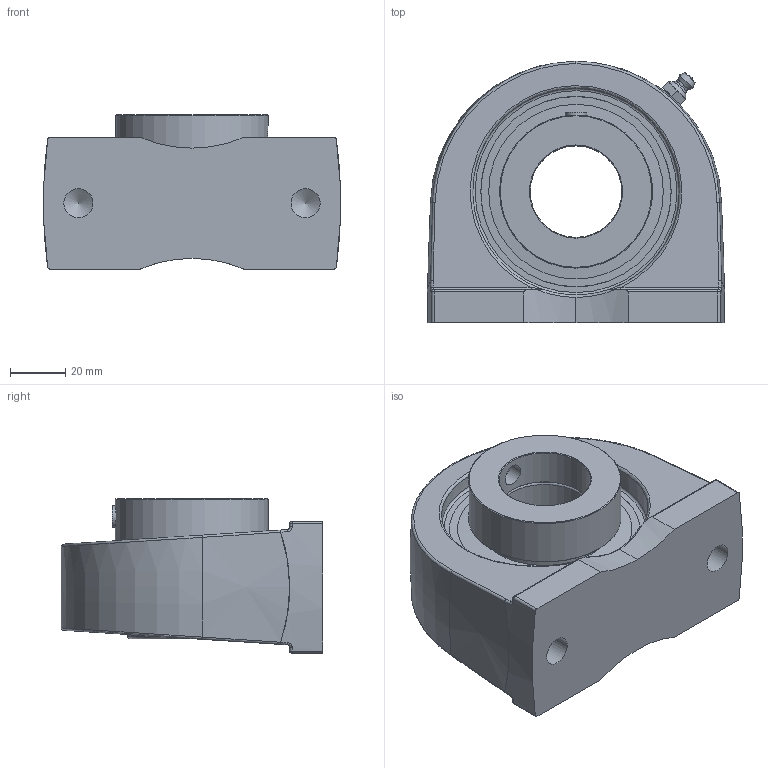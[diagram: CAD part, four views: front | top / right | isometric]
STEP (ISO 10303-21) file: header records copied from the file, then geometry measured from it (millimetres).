
FILE_DESCRIPTION(('HOOPS Exchange Step'),'2;1');
FILE_NAME('export-A0E09DD6-5D3A-441B-9C8A-BC412D11B3BE.stp','2019-12-13T14:55:29-08:00',('ibuslach'),('Alibre'),'HOOPS Exchange 2019.2','Alibre','Unknown authorisation');
FILE_SCHEMA( ('AP242_MANAGED_MODEL_BASED_3D_ENGINEERING_MIM_LF {1 0 10303 442 1 1 4 }') );
Length unit declared in the file: centimetre
Products named in the file (8): MRN SPA 207; UCP ZERK 6mm; SHC 207-20 SHIELD; SHC 207 SS; SHC 207-21 RACE; SHC 207-21 COLLAR; MRN SHC 207-21; MRN SHCPA 207-21
Assembly tree (7 placements, depth 3):
  MRN SHCPA 207-21
    MRN SPA 207
    UCP ZERK 6mm
    MRN SHC 207-21
      SHC 207-20 SHIELD
      SHC 207 SS
      SHC 207-21 RACE
      SHC 207-21 COLLAR
Bounding box: 108 x 95 x 56.16 mm (x, y, z)
Volume: 258137.3 mm3; surface area: 75118.6 mm2
Topology: 18 solids, 18 shells, 212 faces, 551 edges, 348 vertices
Faces by surface type: cylinder 59, plane 51, bspline 30, sphere 26, cone 24, torus 22
Full cylindrical faces by diameter (mm): 1.755 x2, 6 x2, 7.925 x1, 7.938 x2, 10.592 x2, 33.338 x2, 44.196 x2, 46.736 x4, 47.752 x2, 55.6 x1, 62.484 x2, 63.5 x4, 75.166 x2
Entity records: 13607 total; most frequent: CARTESIAN_POINT 8411, DIRECTION 1064, ORIENTED_EDGE 1034, EDGE_CURVE 517, AXIS2_PLACEMENT_3D 460, VERTEX_POINT 348, CIRCLE 241, EDGE_LOOP 239
